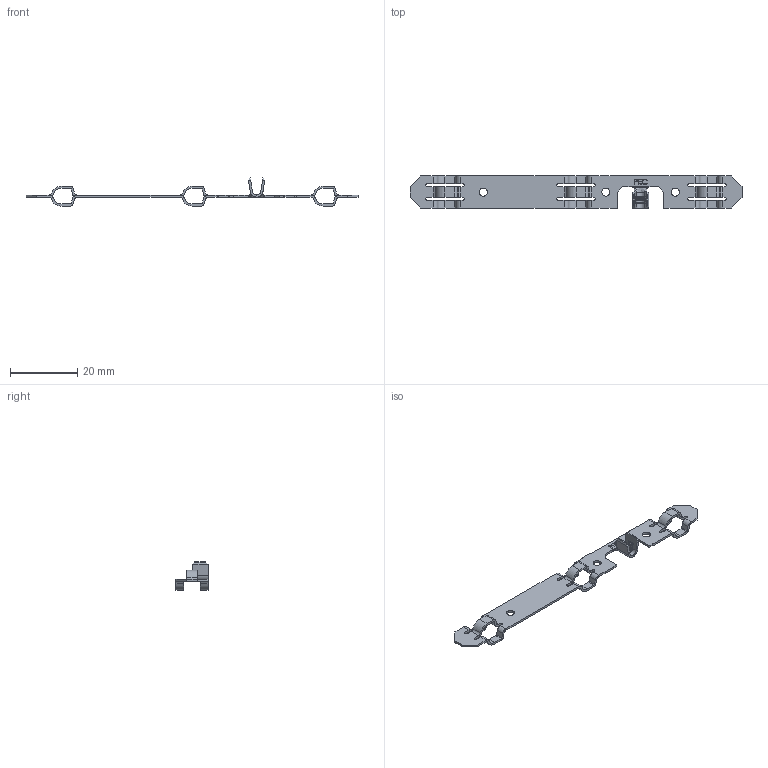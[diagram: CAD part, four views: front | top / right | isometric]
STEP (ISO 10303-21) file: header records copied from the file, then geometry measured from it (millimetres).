
FILE_DESCRIPTION (( 'STEP AP203' ), '1' );
FILE_NAME ('14161.STEP', '2015-02-23T18:56:44', ( '' ), ( '' ), 'SwSTEP 2.0', 'SolidWorks 2014', '' );
FILE_SCHEMA (( 'CONFIG_CONTROL_DESIGN' ));
Length unit declared in the file: inch
Products named in the file (1): 14161
Bounding box: 98.55 x 9.78 x 8.34 mm (x, y, z)
Volume: 565.9 mm3; surface area: 2083.2 mm2
Topology: 1 solids, 1 shells, 291 faces, 859 edges, 562 vertices
Faces by surface type: plane 144, cylinder 118, bspline 23, cone 6
Entity records: 10888 total; most frequent: CARTESIAN_POINT 2968, ORIENTED_EDGE 1718, DIRECTION 1583, EDGE_CURVE 859, VECTOR 573, LINE 573, VERTEX_POINT 562, AXIS2_PLACEMENT_3D 505
